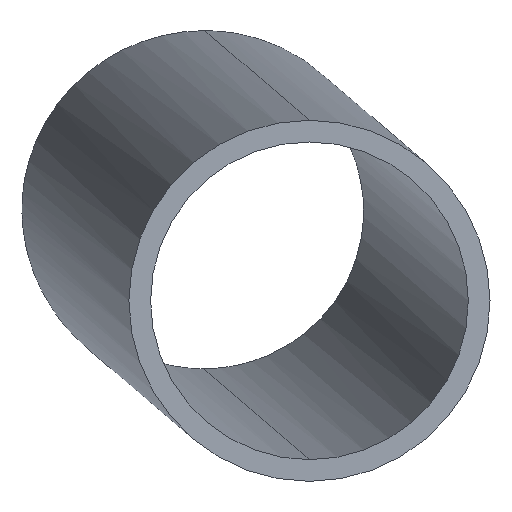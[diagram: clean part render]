
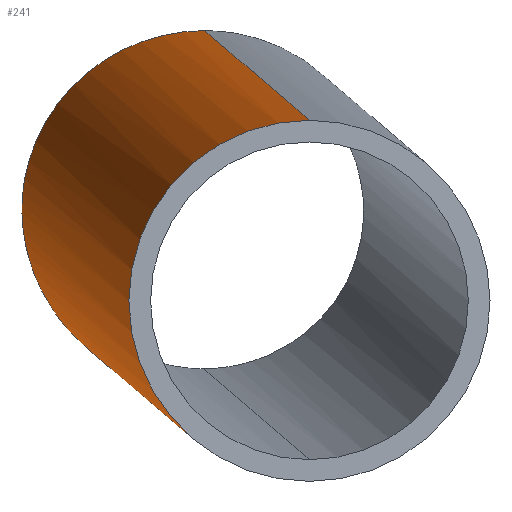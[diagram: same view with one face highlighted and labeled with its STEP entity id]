
A CAD part, left-side view. The second image highlights one B-rep face of the part: STEP entity #241.
In plain terms, the highlighted cylindrical face has radius 12.5 mm (diameter 25 mm), a partial arc.
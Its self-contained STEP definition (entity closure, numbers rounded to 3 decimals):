
#57=CARTESIAN_POINT('Axis2P3D Location',(-327.484,172.47,-63.441)) ;
#61=CARTESIAN_POINT('Vertex',(-327.697,172.466,-50.943)) ;
#63=CARTESIAN_POINT('Vertex',(-327.271,172.474,-75.939)) ;
#104=CARTESIAN_POINT('Vertex',(39.128,188.821,-65.821)) ;
#110=CARTESIAN_POINT('Control Point',(36.003,179.721,-44.737)) ;
#111=CARTESIAN_POINT('Control Point',(35.971,181.318,-44.737)) ;
#112=CARTESIAN_POINT('Control Point',(36.167,182.92,-44.988)) ;
#113=CARTESIAN_POINT('Control Point',(36.592,184.422,-45.491)) ;
#114=CARTESIAN_POINT('Control Point',(37.545,186.642,-46.607)) ;
#115=CARTESIAN_POINT('Control Point',(38.781,188.438,-48.105)) ;
#116=CARTESIAN_POINT('Control Point',(39.297,189.077,-48.743)) ;
#117=CARTESIAN_POINT('Control Point',(40.182,190.028,-49.872)) ;
#118=CARTESIAN_POINT('Control Point',(41.073,190.8,-51.123)) ;
#119=CARTESIAN_POINT('Control Point',(41.423,191.078,-51.638)) ;
#120=CARTESIAN_POINT('Control Point',(42.006,191.505,-52.557)) ;
#121=CARTESIAN_POINT('Control Point',(42.527,191.843,-53.546)) ;
#122=CARTESIAN_POINT('Control Point',(42.729,191.967,-53.971)) ;
#123=CARTESIAN_POINT('Control Point',(43.064,192.164,-54.783)) ;
#124=CARTESIAN_POINT('Control Point',(43.297,192.292,-55.641)) ;
#125=CARTESIAN_POINT('Control Point',(43.378,192.335,-56.043)) ;
#126=CARTESIAN_POINT('Control Point',(43.481,192.39,-56.906)) ;
#127=CARTESIAN_POINT('Control Point',(43.437,192.366,-57.775)) ;
#128=CARTESIAN_POINT('Control Point',(43.372,192.332,-58.227)) ;
#129=CARTESIAN_POINT('Control Point',(43.04,192.153,-59.698)) ;
#130=CARTESIAN_POINT('Control Point',(42.401,191.777,-61.046)) ;
#131=CARTESIAN_POINT('Control Point',(41.896,191.443,-61.917)) ;
#132=CARTESIAN_POINT('Control Point',(41.027,190.788,-63.267)) ;
#133=CARTESIAN_POINT('Control Point',(40.137,189.954,-64.497)) ;
#134=CARTESIAN_POINT('Control Point',(39.794,189.603,-64.957)) ;
#135=CARTESIAN_POINT('Control Point',(39.457,189.226,-65.398)) ;
#136=CARTESIAN_POINT('Control Point',(39.128,188.821,-65.821)) ;
#137=CARTESIAN_POINT('Vertex',(36.003,179.721,-44.737)) ;
#203=CARTESIAN_POINT('Axis2P3D Location',(-138.742,176.235,-60.221)) ;
#208=CARTESIAN_POINT('Line Origine',(-138.529,176.239,-72.719)) ;
#212=CARTESIAN_POINT('Vertex',(43.909,179.879,-69.606)) ;
#215=CARTESIAN_POINT('Line Origine',(-138.955,176.231,-47.722)) ;
#221=CARTESIAN_POINT('Control Point',(43.909,179.879,-69.606)) ;
#222=CARTESIAN_POINT('Control Point',(43.909,180.668,-69.605)) ;
#223=CARTESIAN_POINT('Control Point',(43.784,181.457,-69.545)) ;
#224=CARTESIAN_POINT('Control Point',(43.535,182.21,-69.424)) ;
#225=CARTESIAN_POINT('Control Point',(42.985,183.47,-69.13)) ;
#226=CARTESIAN_POINT('Control Point',(42.303,184.621,-68.703)) ;
#227=CARTESIAN_POINT('Control Point',(41.991,185.104,-68.493)) ;
#228=CARTESIAN_POINT('Control Point',(41.231,186.212,-67.941)) ;
#229=CARTESIAN_POINT('Control Point',(40.446,187.229,-67.261)) ;
#230=CARTESIAN_POINT('Control Point',(39.995,187.79,-66.825)) ;
#231=CARTESIAN_POINT('Control Point',(39.554,188.322,-66.345)) ;
#232=CARTESIAN_POINT('Control Point',(39.128,188.821,-65.821)) ;
#58=DIRECTION('Axis2P3D Direction',(-1.,-0.02,-0.017)) ;
#204=DIRECTION('Axis2P3D Direction',(-1.,-0.02,-0.017)) ;
#205=DIRECTION('Axis2P3D XDirection',(-0.017,0.,1.)) ;
#209=DIRECTION('Vector Direction',(-1.,-0.02,-0.017)) ;
#216=DIRECTION('Vector Direction',(-1.,-0.02,-0.017)) ;
#59=AXIS2_PLACEMENT_3D('Circle Axis2P3D',#57,#58,$) ;
#206=AXIS2_PLACEMENT_3D('Cylinder Axis2P3D',#203,#204,#205) ;
#235=ORIENTED_EDGE('',*,*,#214,.T.) ;
#236=ORIENTED_EDGE('',*,*,#65,.F.) ;
#237=ORIENTED_EDGE('',*,*,#219,.F.) ;
#238=ORIENTED_EDGE('',*,*,#139,.T.) ;
#239=ORIENTED_EDGE('',*,*,#233,.F.) ;
#210=VECTOR('Line Direction',#209,1.) ;
#217=VECTOR('Line Direction',#216,1.) ;
#241=ADVANCED_FACE('Corps principal',(#240),#207,.T.) ;
#109=B_SPLINE_CURVE_WITH_KNOTS('',5,(#110,#111,#112,#113,#114,#115,#116,#117,#118,#119,#120,#121,#122,#123,#124,#125,#126,#127,#128,#129,#130,#131,#132,#133,#134,#135,#136),.UNSPECIFIED.,.F.,.U.,(6,3,3,3,3,3,3,3,6),(0.,11.297,18.62,23.434,26.867,29.774,32.995,40.48,45.225),.UNSPECIFIED.) ;
#220=B_SPLINE_CURVE_WITH_KNOTS('',5,(#221,#222,#223,#224,#225,#226,#227,#228,#229,#230,#231,#232),.UNSPECIFIED.,.F.,.U.,(6,3,3,6),(0.,5.583,9.906,15.842),.UNSPECIFIED.) ;
#60=CIRCLE('generated circle',#59,12.5) ;
#207=CYLINDRICAL_SURFACE('generated cylinder',#206,12.5) ;
#65=EDGE_CURVE('',#62,#64,#60,.T.) ;
#139=EDGE_CURVE('',#138,#105,#109,.T.) ;
#214=EDGE_CURVE('',#213,#64,#211,.T.) ;
#219=EDGE_CURVE('',#138,#62,#218,.T.) ;
#233=EDGE_CURVE('',#213,#105,#220,.T.) ;
#234=EDGE_LOOP('',(#235,#236,#237,#238,#239)) ;
#240=FACE_OUTER_BOUND('',#234,.T.) ;
#211=LINE('Line',#208,#210) ;
#218=LINE('Line',#215,#217) ;
#62=VERTEX_POINT('',#61) ;
#64=VERTEX_POINT('',#63) ;
#105=VERTEX_POINT('',#104) ;
#138=VERTEX_POINT('',#137) ;
#213=VERTEX_POINT('',#212) ;
